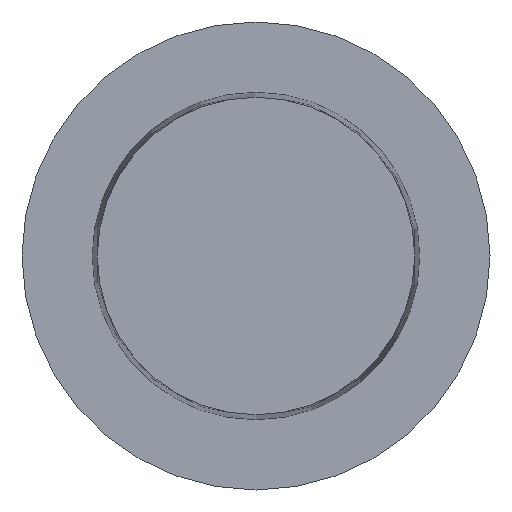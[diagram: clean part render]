
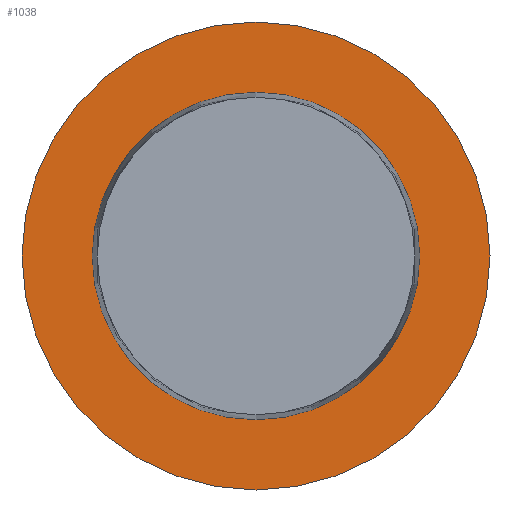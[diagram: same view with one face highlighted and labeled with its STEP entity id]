
A CAD part, front view. The second image highlights one B-rep face of the part: STEP entity #1038.
In plain terms, the highlighted planar face has unit normal (0, -1, 0).
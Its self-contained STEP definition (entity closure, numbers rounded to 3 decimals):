
#47 = CARTESIAN_POINT ( 'NONE',  ( 0., 14.996, 15. ) ) ;
#333 = CIRCLE ( 'NONE', #398, 15. ) ;
#335 = CARTESIAN_POINT ( 'NONE',  ( 0., 14.996, 0. ) ) ;
#356 = VERTEX_POINT ( 'NONE', #47 ) ;
#388 = DIRECTION ( 'NONE',  ( 0., 0., 1. ) ) ;
#397 = DIRECTION ( 'NONE',  ( 0., 1., 0. ) ) ;
#398 = AXIS2_PLACEMENT_3D ( 'NONE', #335, #397, #388 ) ;
#693 = DIRECTION ( 'NONE',  ( 0., 0., 1. ) ) ;
#694 = DIRECTION ( 'NONE',  ( 0., 1., 0. ) ) ;
#695 = CARTESIAN_POINT ( 'NONE',  ( 0., 14.996, 0. ) ) ;
#696 = AXIS2_PLACEMENT_3D ( 'NONE', #695, #694, #693 ) ;
#699 = PLANE ( 'NONE',  #696 ) ;
#700 = FACE_BOUND ( 'NONE', #1034, .T. ) ;
#701 = DIRECTION ( 'NONE',  ( 0., 0., 1. ) ) ;
#702 = DIRECTION ( 'NONE',  ( 0., 1., 0. ) ) ;
#703 = CARTESIAN_POINT ( 'NONE',  ( 0., 14.996, 0. ) ) ;
#704 = AXIS2_PLACEMENT_3D ( 'NONE', #703, #702, #701 ) ;
#705 = CIRCLE ( 'NONE', #704, 10.5 ) ;
#710 = FACE_OUTER_BOUND ( 'NONE', #910, .T. ) ;
#792 = DIRECTION ( 'NONE',  ( 0., 1., 0. ) ) ;
#793 = AXIS2_PLACEMENT_3D ( 'NONE', #847, #792, #843 ) ;
#794 = CIRCLE ( 'NONE', #793, 15. ) ;
#798 = CIRCLE ( 'NONE', #822, 10.5 ) ;
#799 = CARTESIAN_POINT ( 'NONE',  ( 0., 14.996, -10.5 ) ) ;
#818 = CARTESIAN_POINT ( 'NONE',  ( 0., 14.996, 10.5 ) ) ;
#819 = DIRECTION ( 'NONE',  ( 0., 0., 1. ) ) ;
#820 = DIRECTION ( 'NONE',  ( 0., 1., 0. ) ) ;
#821 = CARTESIAN_POINT ( 'NONE',  ( 0., 14.996, 0. ) ) ;
#822 = AXIS2_PLACEMENT_3D ( 'NONE', #821, #820, #819 ) ;
#842 = CARTESIAN_POINT ( 'NONE',  ( 0., 14.996, -15. ) ) ;
#843 = DIRECTION ( 'NONE',  ( 0., 0., 1. ) ) ;
#847 = CARTESIAN_POINT ( 'NONE',  ( 0., 14.996, 0. ) ) ;
#872 = ORIENTED_EDGE ( 'NONE', *, *, #1037, .T. ) ;
#910 = EDGE_LOOP ( 'NONE', ( #915, #1008 ) ) ;
#915 = ORIENTED_EDGE ( 'NONE', *, *, #916, .F. ) ;
#916 = EDGE_CURVE ( 'NONE', #1268, #356, #333, .T. ) ;
#1008 = ORIENTED_EDGE ( 'NONE', *, *, #1267, .F. ) ;
#1034 = EDGE_LOOP ( 'NONE', ( #1052, #872 ) ) ;
#1037 = EDGE_CURVE ( 'NONE', #1262, #1265, #705, .T. ) ;
#1038 = ADVANCED_FACE ( 'NONE', ( #710, #700 ), #699, .F. ) ;
#1052 = ORIENTED_EDGE ( 'NONE', *, *, #1264, .T. ) ;
#1262 = VERTEX_POINT ( 'NONE', #799 ) ;
#1264 = EDGE_CURVE ( 'NONE', #1265, #1262, #798, .T. ) ;
#1265 = VERTEX_POINT ( 'NONE', #818 ) ;
#1267 = EDGE_CURVE ( 'NONE', #356, #1268, #794, .T. ) ;
#1268 = VERTEX_POINT ( 'NONE', #842 ) ;
